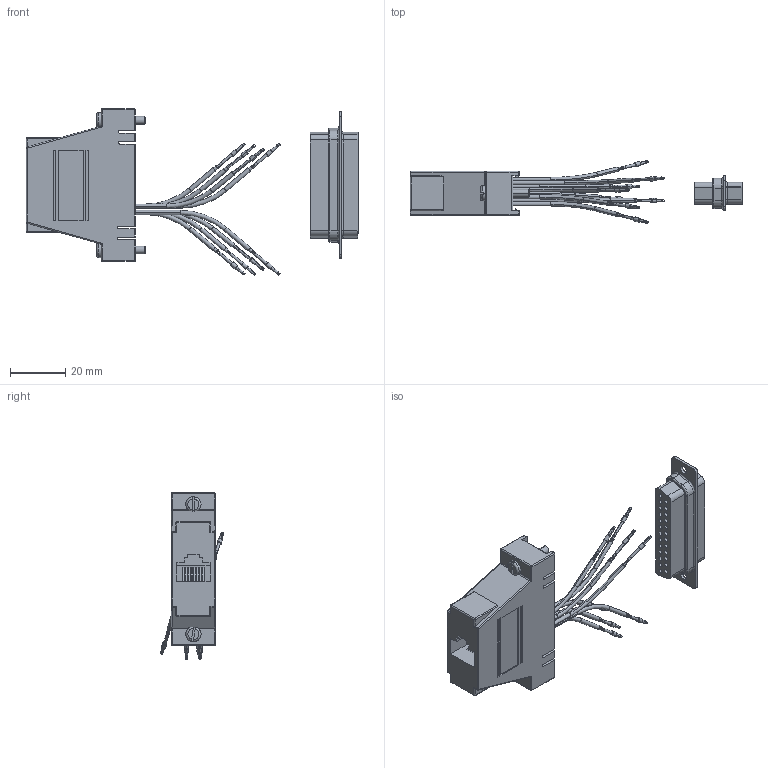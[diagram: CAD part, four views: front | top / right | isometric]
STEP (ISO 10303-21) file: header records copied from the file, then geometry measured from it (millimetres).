
FILE_DESCRIPTION (( 'STEP AP203' ), '1' );
FILE_NAME ('RBA258F.STEP', '2006-06-23T20:13:15', ( 'lcom' ), ( 'lcom' ), 'SwSTEP 2.0', 'SolidWorks 2006004', '' );
FILE_SCHEMA (( 'CONFIG_CONTROL_DESIGN' ));
Length unit declared in the file: inch
Products named in the file (13): 3AC08-012; 3AC08-009; CRIMP&POKE F; 3AC08-008; C&P25F; 3AC08-005; 3AC08-010; RBA258-MA1; 3AA01-004_4-40 x .625 PAN HEAD SCREW; 3AC08-011; RBA258F; 3AC08-006; 3AC08-007
Assembly tree (20 placements, depth 2):
  RBA258F
    3AC08-011
    3AC08-005
    C&P25F
    CRIMP&POKE F  x8
    3AC08-012
    3AC08-008
    3AC08-009
    3AC08-006
    3AC08-010
    RBA258-MA1
    3AA01-004_4-40 x .625 PAN HEAD SCREW  x2
    3AC08-007
Bounding box: 120.37 x 22.76 x 60.35 mm (x, y, z)
Volume: 18676.5 mm3; surface area: 17907.6 mm2
Topology: 20 solids, 20 shells, 910 faces, 2287 edges, 1475 vertices
Faces by surface type: plane 404, cylinder 388, torus 44, cone 44, sphere 16, bspline 14
Entity records: 22420 total; most frequent: CARTESIAN_POINT 4850, DIRECTION 3489, ORIENTED_EDGE 3186, EDGE_CURVE 1593, AXIS2_PLACEMENT_3D 1297, VERTEX_POINT 1026, LINE 895, VECTOR 895
